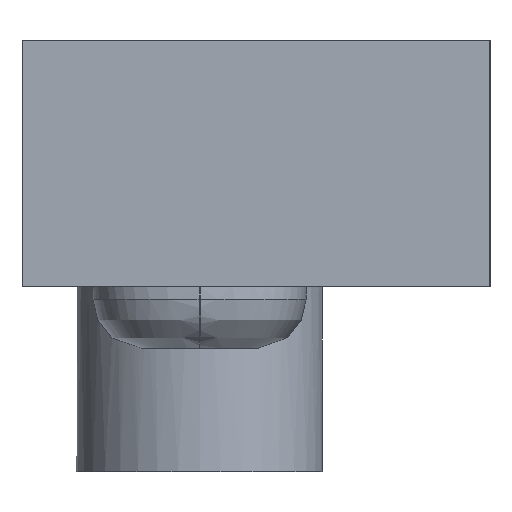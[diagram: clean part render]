
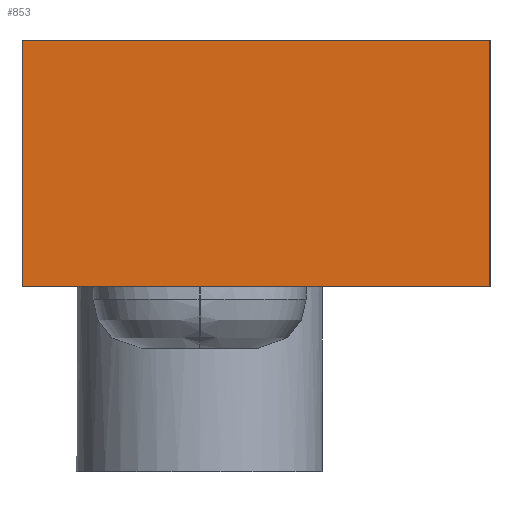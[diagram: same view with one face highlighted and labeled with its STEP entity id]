
A CAD part, left-side view. The second image highlights one B-rep face of the part: STEP entity #853.
In plain terms, the highlighted planar face has unit normal (-1, 0, 0).
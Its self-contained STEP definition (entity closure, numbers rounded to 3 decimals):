
#165=FACE_OUTER_BOUND('',#220,.T.);
#220=EDGE_LOOP('',(#601,#602,#603,#604));
#301=LINE('',#1233,#343);
#302=LINE('',#1236,#344);
#303=LINE('',#1238,#345);
#304=LINE('',#1239,#346);
#343=VECTOR('',#1030,10.);
#344=VECTOR('',#1033,10.);
#345=VECTOR('',#1034,10.);
#346=VECTOR('',#1035,10.);
#379=VERTEX_POINT('',#1229);
#380=VERTEX_POINT('',#1231);
#381=VERTEX_POINT('',#1235);
#382=VERTEX_POINT('',#1237);
#465=EDGE_CURVE('',#379,#380,#301,.T.);
#466=EDGE_CURVE('',#379,#381,#302,.T.);
#467=EDGE_CURVE('',#382,#380,#303,.T.);
#468=EDGE_CURVE('',#381,#382,#304,.T.);
#601=ORIENTED_EDGE('',*,*,#466,.F.);
#602=ORIENTED_EDGE('',*,*,#465,.T.);
#603=ORIENTED_EDGE('',*,*,#467,.F.);
#604=ORIENTED_EDGE('',*,*,#468,.F.);
#832=PLANE('',#925);
#853=ADVANCED_FACE('',(#165),#832,.T.);
#925=AXIS2_PLACEMENT_3D('',#1234,#1031,#1032);
#1030=DIRECTION('',(0.,0.,1.));
#1031=DIRECTION('center_axis',(-1.,0.,0.));
#1032=DIRECTION('ref_axis',(0.,-1.,0.));
#1033=DIRECTION('',(0.,1.,0.));
#1034=DIRECTION('',(0.,-1.,0.));
#1035=DIRECTION('',(0.,0.,1.));
#1229=CARTESIAN_POINT('',(-98.913,5.873,0.));
#1231=CARTESIAN_POINT('',(-98.913,5.873,20.));
#1233=CARTESIAN_POINT('',(-98.913,5.873,0.));
#1234=CARTESIAN_POINT('Origin',(-98.913,43.873,0.));
#1235=CARTESIAN_POINT('',(-98.913,43.873,0.));
#1236=CARTESIAN_POINT('',(-98.913,5.873,0.));
#1237=CARTESIAN_POINT('',(-98.913,43.873,20.));
#1238=CARTESIAN_POINT('',(-98.913,5.873,20.));
#1239=CARTESIAN_POINT('',(-98.913,43.873,0.));
